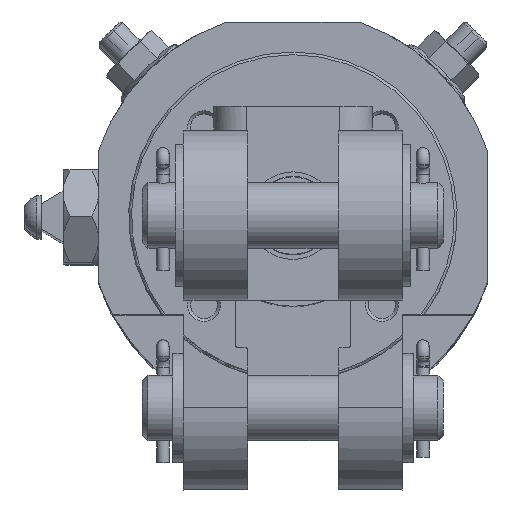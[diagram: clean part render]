
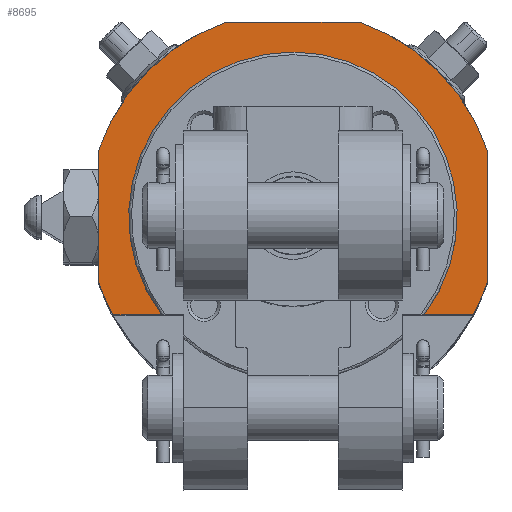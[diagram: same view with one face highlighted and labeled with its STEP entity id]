
A CAD part, top view. The second image highlights one B-rep face of the part: STEP entity #8695.
In plain terms, the highlighted face is planar.
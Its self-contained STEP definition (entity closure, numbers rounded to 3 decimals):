
#283=PLANE('',#9403);
#635=LINE('',#13438,#1142);
#636=LINE('',#13440,#1143);
#637=LINE('',#13444,#1144);
#638=LINE('',#13448,#1145);
#639=LINE('',#13449,#1146);
#1142=VECTOR('',#10608,1000.);
#1143=VECTOR('',#10609,1000.);
#1144=VECTOR('',#10612,1000.);
#1145=VECTOR('',#10615,1000.);
#1146=VECTOR('',#10616,1000.);
#1953=ORIENTED_EDGE('',*,*,#4446,.F.);
#1954=ORIENTED_EDGE('',*,*,#4437,.T.);
#1955=ORIENTED_EDGE('',*,*,#4447,.T.);
#1956=ORIENTED_EDGE('',*,*,#4448,.T.);
#1957=ORIENTED_EDGE('',*,*,#4449,.T.);
#1958=ORIENTED_EDGE('',*,*,#4450,.T.);
#1959=ORIENTED_EDGE('',*,*,#4451,.T.);
#1960=ORIENTED_EDGE('',*,*,#4443,.T.);
#1961=ORIENTED_EDGE('',*,*,#4452,.F.);
#1962=ORIENTED_EDGE('',*,*,#4453,.F.);
#4437=EDGE_CURVE('',#5680,#5679,#6510,.T.);
#4443=EDGE_CURVE('',#5685,#5684,#6514,.T.);
#4446=EDGE_CURVE('',#5680,#5687,#635,.T.);
#4447=EDGE_CURVE('',#5679,#5688,#636,.T.);
#4448=EDGE_CURVE('',#5688,#5689,#6516,.T.);
#4449=EDGE_CURVE('',#5689,#5690,#637,.T.);
#4450=EDGE_CURVE('',#5690,#5691,#6517,.T.);
#4451=EDGE_CURVE('',#5691,#5685,#638,.T.);
#4452=EDGE_CURVE('',#5692,#5684,#639,.T.);
#4453=EDGE_CURVE('',#5687,#5692,#6518,.T.);
#5679=VERTEX_POINT('',#13419);
#5680=VERTEX_POINT('',#13421);
#5684=VERTEX_POINT('',#13431);
#5685=VERTEX_POINT('',#13433);
#5687=VERTEX_POINT('',#13439);
#5688=VERTEX_POINT('',#13441);
#5689=VERTEX_POINT('',#13443);
#5690=VERTEX_POINT('',#13445);
#5691=VERTEX_POINT('',#13447);
#5692=VERTEX_POINT('',#13450);
#6510=CIRCLE('',#9396,37.5);
#6514=CIRCLE('',#9401,37.5);
#6516=CIRCLE('',#9404,37.5);
#6517=CIRCLE('',#9405,37.5);
#6518=CIRCLE('',#9406,30.);
#6916=EDGE_LOOP('',(#1953,#1954,#1955,#1956,#1957,#1958,#1959,#1960,#1961,
#1962));
#7731=FACE_BOUND('',#6916,.T.);
#8695=ADVANCED_FACE('',(#7731),#283,.F.);
#9396=AXIS2_PLACEMENT_3D('',#13420,#10589,#10590);
#9401=AXIS2_PLACEMENT_3D('',#13432,#10601,#10602);
#9403=AXIS2_PLACEMENT_3D('',#13437,#10606,#10607);
#9404=AXIS2_PLACEMENT_3D('',#13442,#10610,#10611);
#9405=AXIS2_PLACEMENT_3D('',#13446,#10613,#10614);
#9406=AXIS2_PLACEMENT_3D('',#13451,#10617,#10618);
#10589=DIRECTION('',(0.,0.,-1.));
#10590=DIRECTION('',(-1.,0.,0.));
#10601=DIRECTION('',(0.,0.,-1.));
#10602=DIRECTION('',(-1.,0.,0.));
#10606=DIRECTION('',(0.,0.,1.));
#10607=DIRECTION('',(1.,0.,0.));
#10608=DIRECTION('',(1.,0.,0.));
#10609=DIRECTION('',(0.,1.,0.));
#10610=DIRECTION('',(0.,0.,-1.));
#10611=DIRECTION('',(-1.,0.,0.));
#10612=DIRECTION('',(1.,0.,0.));
#10613=DIRECTION('',(0.,0.,-1.));
#10614=DIRECTION('',(-1.,0.,0.));
#10615=DIRECTION('',(0.,-1.,0.));
#10616=DIRECTION('',(1.,0.,0.));
#10617=DIRECTION('',(0.,0.,-1.));
#10618=DIRECTION('',(-1.,0.,0.));
#13419=CARTESIAN_POINT('',(-35.5,-12.083,25.));
#13420=CARTESIAN_POINT('',(0.,0.,25.));
#13421=CARTESIAN_POINT('',(-32.898,-18.,25.));
#13431=CARTESIAN_POINT('',(32.898,-18.,25.));
#13432=CARTESIAN_POINT('',(0.,0.,25.));
#13433=CARTESIAN_POINT('',(35.5,-12.083,25.));
#13437=CARTESIAN_POINT('',(0.,37.5,25.));
#13438=CARTESIAN_POINT('',(0.,-18.,25.));
#13439=CARTESIAN_POINT('',(-24.,-18.,25.));
#13440=CARTESIAN_POINT('',(-35.5,37.5,25.));
#13441=CARTESIAN_POINT('',(-35.5,12.083,25.));
#13442=CARTESIAN_POINT('',(0.,0.,25.));
#13443=CARTESIAN_POINT('',(-12.083,35.5,25.));
#13444=CARTESIAN_POINT('',(0.,35.5,25.));
#13445=CARTESIAN_POINT('',(12.083,35.5,25.));
#13446=CARTESIAN_POINT('',(0.,0.,25.));
#13447=CARTESIAN_POINT('',(35.5,12.083,25.));
#13448=CARTESIAN_POINT('',(35.5,37.5,25.));
#13449=CARTESIAN_POINT('',(0.,-18.,25.));
#13450=CARTESIAN_POINT('',(24.,-18.,25.));
#13451=CARTESIAN_POINT('',(0.,0.,25.));
